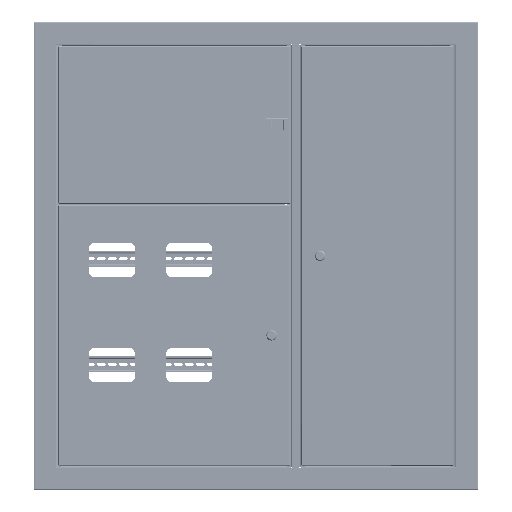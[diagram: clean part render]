
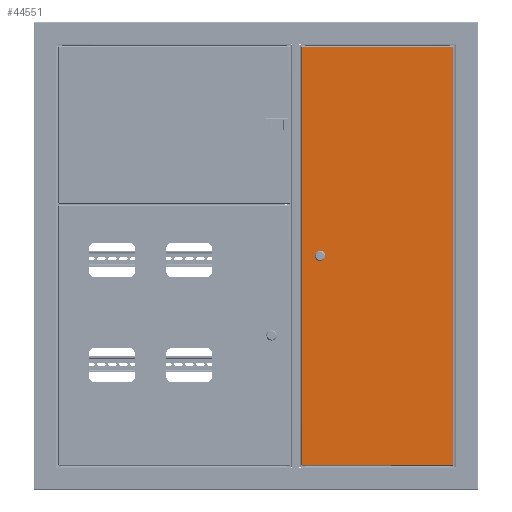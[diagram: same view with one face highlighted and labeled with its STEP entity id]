
A CAD part, top view. The second image highlights one B-rep face of the part: STEP entity #44551.
In plain terms, the highlighted planar face has unit normal (0, 0, 1).
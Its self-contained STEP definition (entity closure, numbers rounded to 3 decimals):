
#162 = CARTESIAN_POINT ( 'NONE',  ( 444.551, 48.5, 0. ) ) ;
#1165 = FACE_BOUND ( 'NONE', #56770, .T. ) ;
#1450 = AXIS2_PLACEMENT_3D ( 'NONE', #9537, #15396, #20154 ) ;
#3810 = VERTEX_POINT ( 'NONE', #69022 ) ;
#3928 = ORIENTED_EDGE ( 'NONE', *, *, #60116, .F. ) ;
#4179 = LINE ( 'NONE', #15894, #49909 ) ;
#4205 = VECTOR ( 'NONE', #35705, 1000. ) ;
#5838 = ORIENTED_EDGE ( 'NONE', *, *, #13627, .F. ) ;
#5942 = CARTESIAN_POINT ( 'NONE',  ( 0., 325.7, 0. ) ) ;
#6920 = ORIENTED_EDGE ( 'NONE', *, *, #11600, .T. ) ;
#8296 = DIRECTION ( 'NONE',  ( 1., 0., 0. ) ) ;
#9047 = CIRCLE ( 'NONE', #51280, 9.25 ) ;
#9537 = CARTESIAN_POINT ( 'NONE',  ( 448.2, 40., 0. ) ) ;
#10971 = LINE ( 'NONE', #56181, #48468 ) ;
#11600 = EDGE_CURVE ( 'NONE', #19512, #14561, #51918, .T. ) ;
#12782 = CARTESIAN_POINT ( 'NONE',  ( 448.2, 40., 0. ) ) ;
#12862 = DIRECTION ( 'NONE',  ( -1., 0., 0. ) ) ;
#13308 = CARTESIAN_POINT ( 'NONE',  ( 1.7, 324.293, 0. ) ) ;
#13627 = EDGE_CURVE ( 'NONE', #58913, #33967, #40966, .T. ) ;
#14561 = VERTEX_POINT ( 'NONE', #35888 ) ;
#14640 = ORIENTED_EDGE ( 'NONE', *, *, #16798, .F. ) ;
#15396 = DIRECTION ( 'NONE',  ( 0., 0., 1. ) ) ;
#15718 = EDGE_LOOP ( 'NONE', ( #68504, #44215, #57141, #6920 ) ) ;
#15894 = CARTESIAN_POINT ( 'NONE',  ( 894.7, 0., 0. ) ) ;
#15900 = CARTESIAN_POINT ( 'NONE',  ( 457.45, 40., 0. ) ) ;
#16798 = EDGE_CURVE ( 'NONE', #37889, #3810, #10971, .T. ) ;
#17623 = DIRECTION ( 'NONE',  ( 1., 0., 0. ) ) ;
#18406 = VECTOR ( 'NONE', #60350, 1000. ) ;
#18680 = LINE ( 'NONE', #63497, #55827 ) ;
#19512 = VERTEX_POINT ( 'NONE', #57884 ) ;
#19926 = EDGE_CURVE ( 'NONE', #41707, #22128, #4179, .T. ) ;
#20154 = DIRECTION ( 'NONE',  ( 1., 0., 0. ) ) ;
#22128 = VERTEX_POINT ( 'NONE', #51260 ) ;
#24848 = DIRECTION ( 'NONE',  ( 0., 0., 1. ) ) ;
#25494 = CARTESIAN_POINT ( 'NONE',  ( 451.849, 48.5, 0. ) ) ;
#26532 = DIRECTION ( 'NONE',  ( 0., 1., 0. ) ) ;
#28300 = PLANE ( 'NONE',  #62419 ) ;
#31755 = AXIS2_PLACEMENT_3D ( 'NONE', #63410, #57561, #8296 ) ;
#33399 = ORIENTED_EDGE ( 'NONE', *, *, #38466, .F. ) ;
#33967 = VERTEX_POINT ( 'NONE', #162 ) ;
#34433 = DIRECTION ( 'NONE',  ( 1., 0., 0. ) ) ;
#35705 = DIRECTION ( 'NONE',  ( 0., -1., 0. ) ) ;
#35888 = CARTESIAN_POINT ( 'NONE',  ( 1.7, 1.7, 0. ) ) ;
#37889 = VERTEX_POINT ( 'NONE', #54267 ) ;
#38466 = EDGE_CURVE ( 'NONE', #3810, #47343, #41264, .T. ) ;
#38757 = CARTESIAN_POINT ( 'NONE',  ( 894.7, 1.7, 0. ) ) ;
#39950 = EDGE_CURVE ( 'NONE', #47343, #58913, #9047, .T. ) ;
#40966 = LINE ( 'NONE', #25494, #58512 ) ;
#41264 = CIRCLE ( 'NONE', #1450, 9.25 ) ;
#41707 = VERTEX_POINT ( 'NONE', #38757 ) ;
#44215 = ORIENTED_EDGE ( 'NONE', *, *, #19926, .T. ) ;
#44551 = ADVANCED_FACE ( 'NONE', ( #1165, #68345 ), #28300, .F. ) ;
#47343 = VERTEX_POINT ( 'NONE', #15900 ) ;
#48468 = VECTOR ( 'NONE', #34433, 1000. ) ;
#48934 = LINE ( 'NONE', #49677, #18406 ) ;
#49478 = EDGE_CURVE ( 'NONE', #14561, #41707, #18680, .T. ) ;
#49677 = CARTESIAN_POINT ( 'NONE',  ( 894.993, 324., 0. ) ) ;
#49909 = VECTOR ( 'NONE', #26532, 1000. ) ;
#50737 = DIRECTION ( 'NONE',  ( 0., 0., -1. ) ) ;
#51260 = CARTESIAN_POINT ( 'NONE',  ( 894.7, 324., 0. ) ) ;
#51280 = AXIS2_PLACEMENT_3D ( 'NONE', #12782, #24848, #57969 ) ;
#51918 = LINE ( 'NONE', #13308, #4205 ) ;
#54267 = CARTESIAN_POINT ( 'NONE',  ( 444.551, 31.5, 0. ) ) ;
#54560 = EDGE_CURVE ( 'NONE', #22128, #19512, #48934, .T. ) ;
#55827 = VECTOR ( 'NONE', #17623, 1000. ) ;
#56181 = CARTESIAN_POINT ( 'NONE',  ( 451.849, 31.5, 0. ) ) ;
#56770 = EDGE_LOOP ( 'NONE', ( #5838, #58477, #33399, #14640, #3928 ) ) ;
#57141 = ORIENTED_EDGE ( 'NONE', *, *, #54560, .T. ) ;
#57561 = DIRECTION ( 'NONE',  ( 0., 0., 1. ) ) ;
#57591 = CIRCLE ( 'NONE', #31755, 9.25 ) ;
#57884 = CARTESIAN_POINT ( 'NONE',  ( 1.7, 324., 0. ) ) ;
#57969 = DIRECTION ( 'NONE',  ( 1., 0., 0. ) ) ;
#58240 = DIRECTION ( 'NONE',  ( -1., 0., 0. ) ) ;
#58477 = ORIENTED_EDGE ( 'NONE', *, *, #39950, .F. ) ;
#58512 = VECTOR ( 'NONE', #58240, 1000. ) ;
#58913 = VERTEX_POINT ( 'NONE', #65951 ) ;
#60116 = EDGE_CURVE ( 'NONE', #33967, #37889, #57591, .T. ) ;
#60350 = DIRECTION ( 'NONE',  ( -1., 0., 0. ) ) ;
#62419 = AXIS2_PLACEMENT_3D ( 'NONE', #5942, #50737, #12862 ) ;
#63410 = CARTESIAN_POINT ( 'NONE',  ( 448.2, 40., 0. ) ) ;
#63497 = CARTESIAN_POINT ( 'NONE',  ( 1.7, 1.7, 0. ) ) ;
#65951 = CARTESIAN_POINT ( 'NONE',  ( 451.849, 48.5, 0. ) ) ;
#68345 = FACE_OUTER_BOUND ( 'NONE', #15718, .T. ) ;
#68504 = ORIENTED_EDGE ( 'NONE', *, *, #49478, .T. ) ;
#69022 = CARTESIAN_POINT ( 'NONE',  ( 451.849, 31.5, 0. ) ) ;
